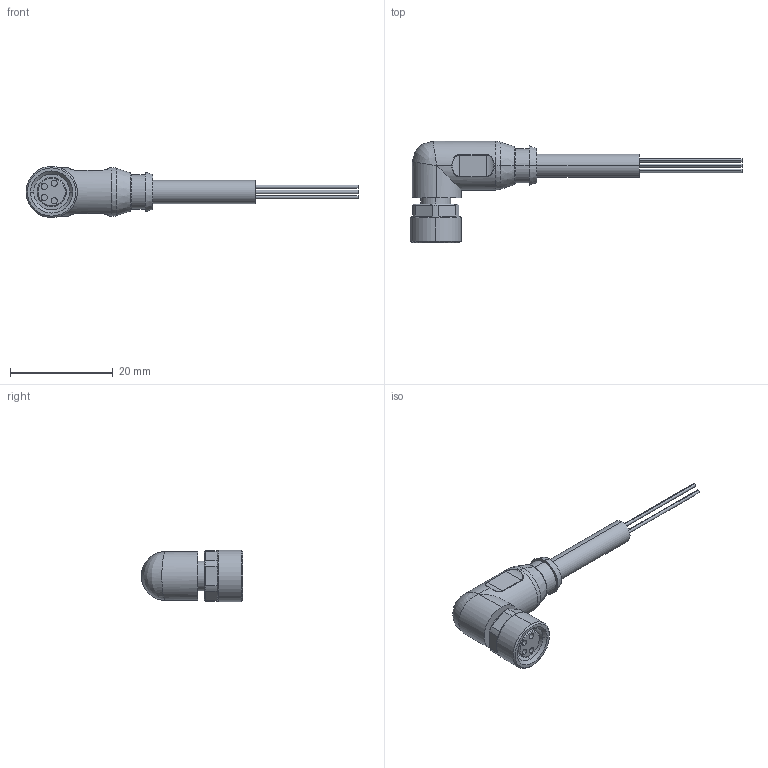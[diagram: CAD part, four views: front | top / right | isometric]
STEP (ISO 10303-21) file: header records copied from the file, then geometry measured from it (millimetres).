
FILE_DESCRIPTION (( 'STEP AP214' ), '1' );
FILE_NAME ('7000-08101-2110200.step', '2017-05-04T10:56:13', ( '' ), ( '' ), 'SwSTEP 2.0', 'SolidWorks 2017', '' );
FILE_SCHEMA (( 'AUTOMOTIVE_DESIGN' ));
Length unit declared in the file: inch
Products named in the file (1): 7000-08101-2110200
Bounding box: 64.72 x 19.75 x 10 mm (x, y, z)
Volume: 2409.2 mm3; surface area: 1919.8 mm2
Topology: 5 solids, 5 shells, 117 faces, 256 edges, 158 vertices
Faces by surface type: cylinder 47, plane 41, cone 16, bspline 11, torus 2
Entity records: 4273 total; most frequent: CARTESIAN_POINT 1701, DIRECTION 517, ORIENTED_EDGE 508, EDGE_CURVE 254, AXIS2_PLACEMENT_3D 215, VERTEX_POINT 158, EDGE_LOOP 128, FACE_OUTER_BOUND 117
